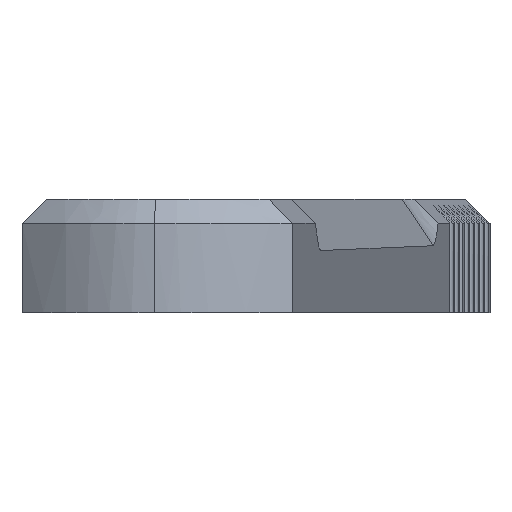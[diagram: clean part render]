
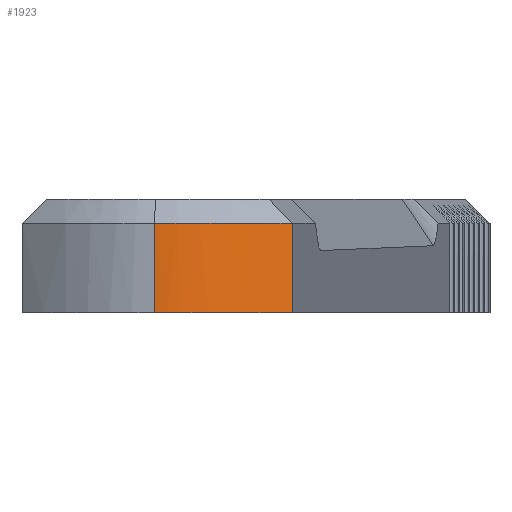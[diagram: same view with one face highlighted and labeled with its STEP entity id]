
A CAD part, left-side view. The second image highlights one B-rep face of the part: STEP entity #1923.
In plain terms, the highlighted free-form (B-spline) face has degree [5, 1] with [10, 2] control points.
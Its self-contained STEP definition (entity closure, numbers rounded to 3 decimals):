
#18=(
BOUNDED_CURVE()
B_SPLINE_CURVE(5,(#3790,#3791,#3792,#3793,#3794,#3795,#3796,#3797,#3798,
#3799),.UNSPECIFIED.,.F.,.F.)
B_SPLINE_CURVE_WITH_KNOTS((6,1,1,1,1,6),(0.,0.1,0.2,0.3,0.4,0.5),
 .UNSPECIFIED.)
CURVE()
GEOMETRIC_REPRESENTATION_ITEM()
RATIONAL_B_SPLINE_CURVE((1.,1.,1.,1.,1.,1.,1.,1.,1.,1.))
REPRESENTATION_ITEM('')
);
#26=(
BOUNDED_SURFACE()
B_SPLINE_SURFACE(5,1,((#3768,#3769),(#3770,#3771),(#3772,#3773),(#3774,
#3775),(#3776,#3777),(#3778,#3779),(#3780,#3781),(#3782,#3783),(#3784,#3785),
(#3786,#3787)),.UNSPECIFIED.,.F.,.F.,.F.)
B_SPLINE_SURFACE_WITH_KNOTS((6,1,1,1,1,6),(2,2),(-0.5,-0.4,-0.3,-0.2,-0.1,
0.),(0.,0.47),.UNSPECIFIED.)
GEOMETRIC_REPRESENTATION_ITEM()
RATIONAL_B_SPLINE_SURFACE(((1.,1.),(1.,1.),(1.,1.),(1.,1.),(1.,1.),(1.,
1.),(1.,1.),(1.,1.),(1.,1.),(1.,1.)))
REPRESENTATION_ITEM('')
SURFACE()
);
#67=B_SPLINE_CURVE_WITH_KNOTS('',3,(#3377,#3378,#3379,#3380),
 .UNSPECIFIED.,.F.,.F.,(4,4),(0.,0.),.UNSPECIFIED.);
#77=B_SPLINE_CURVE_WITH_KNOTS('',3,(#3726,#3727,#3728,#3729,#3730,#3731,
#3732,#3733),.UNSPECIFIED.,.F.,.F.,(4,1,3,4),(-0.5,-0.1,-0.09,
0.002),.UNSPECIFIED.);
#207=FACE_OUTER_BOUND('',#317,.T.);
#317=EDGE_LOOP('',(#1666,#1667,#1668,#1669,#1670));
#492=LINE('',#3117,#624);
#524=LINE('',#3789,#656);
#624=VECTOR('',#2533,10.);
#656=VECTOR('',#2679,10.);
#842=VERTEX_POINT('',#3114);
#843=VERTEX_POINT('',#3116);
#877=VERTEX_POINT('',#3363);
#895=VERTEX_POINT('',#3687);
#897=VERTEX_POINT('',#3788);
#1088=EDGE_CURVE('',#843,#842,#492,.T.);
#1141=EDGE_CURVE('',#877,#842,#67,.T.);
#1176=EDGE_CURVE('',#895,#877,#77,.T.);
#1180=EDGE_CURVE('',#897,#895,#524,.T.);
#1181=EDGE_CURVE('',#843,#897,#18,.T.);
#1666=ORIENTED_EDGE('',*,*,#1176,.F.);
#1667=ORIENTED_EDGE('',*,*,#1180,.F.);
#1668=ORIENTED_EDGE('',*,*,#1181,.F.);
#1669=ORIENTED_EDGE('',*,*,#1088,.T.);
#1670=ORIENTED_EDGE('',*,*,#1141,.F.);
#1923=ADVANCED_FACE('',(#207),#26,.T.);
#2533=DIRECTION('',(0.,0.,1.));
#2679=DIRECTION('',(0.,0.,1.));
#3114=CARTESIAN_POINT('',(-137.306,-11.998,3.7));
#3116=CARTESIAN_POINT('',(-137.306,-11.998,0.));
#3117=CARTESIAN_POINT('',(-137.306,-11.998,0.));
#3363=CARTESIAN_POINT('',(-137.307,-11.997,3.701));
#3377=CARTESIAN_POINT('Ctrl Pts',(-137.307,-11.997,3.701));
#3378=CARTESIAN_POINT('Ctrl Pts',(-137.306,-11.998,3.701));
#3379=CARTESIAN_POINT('Ctrl Pts',(-137.306,-11.998,3.7));
#3380=CARTESIAN_POINT('Ctrl Pts',(-137.306,-11.998,3.7));
#3687=CARTESIAN_POINT('',(-139.308,-6.267,3.7));
#3726=CARTESIAN_POINT('Ctrl Pts',(-139.308,-6.267,3.7));
#3727=CARTESIAN_POINT('Ctrl Pts',(-139.387,-7.763,3.7));
#3728=CARTESIAN_POINT('Ctrl Pts',(-138.908,-9.328,3.7));
#3729=CARTESIAN_POINT('Ctrl Pts',(-137.995,-10.916,3.7));
#3730=CARTESIAN_POINT('Ctrl Pts',(-137.972,-10.956,3.7));
#3731=CARTESIAN_POINT('Ctrl Pts',(-137.765,-11.312,3.7));
#3732=CARTESIAN_POINT('Ctrl Pts',(-137.542,-11.658,3.7));
#3733=CARTESIAN_POINT('Ctrl Pts',(-137.307,-11.997,3.701));
#3768=CARTESIAN_POINT('Ctrl Pts',(-139.308,-6.267,0.));
#3769=CARTESIAN_POINT('Ctrl Pts',(-139.308,-6.267,4.7));
#3770=CARTESIAN_POINT('Ctrl Pts',(-139.32,-6.491,0.));
#3771=CARTESIAN_POINT('Ctrl Pts',(-139.32,-6.491,4.7));
#3772=CARTESIAN_POINT('Ctrl Pts',(-139.324,-6.941,0.));
#3773=CARTESIAN_POINT('Ctrl Pts',(-139.324,-6.941,4.7));
#3774=CARTESIAN_POINT('Ctrl Pts',(-139.269,-7.619,0.));
#3775=CARTESIAN_POINT('Ctrl Pts',(-139.269,-7.619,4.7));
#3776=CARTESIAN_POINT('Ctrl Pts',(-139.079,-8.53,0.));
#3777=CARTESIAN_POINT('Ctrl Pts',(-139.079,-8.53,4.7));
#3778=CARTESIAN_POINT('Ctrl Pts',(-138.662,-9.677,0.));
#3779=CARTESIAN_POINT('Ctrl Pts',(-138.662,-9.677,4.7));
#3780=CARTESIAN_POINT('Ctrl Pts',(-138.197,-10.601,0.));
#3781=CARTESIAN_POINT('Ctrl Pts',(-138.197,-10.601,4.7));
#3782=CARTESIAN_POINT('Ctrl Pts',(-137.778,-11.299,0.));
#3783=CARTESIAN_POINT('Ctrl Pts',(-137.778,-11.299,4.7));
#3784=CARTESIAN_POINT('Ctrl Pts',(-137.468,-11.765,0.));
#3785=CARTESIAN_POINT('Ctrl Pts',(-137.468,-11.765,4.7));
#3786=CARTESIAN_POINT('Ctrl Pts',(-137.306,-11.998,0.));
#3787=CARTESIAN_POINT('Ctrl Pts',(-137.306,-11.998,4.7));
#3788=CARTESIAN_POINT('',(-139.308,-6.267,0.));
#3789=CARTESIAN_POINT('',(-139.308,-6.267,0.));
#3790=CARTESIAN_POINT('Ctrl Pts',(-137.306,-11.998,0.));
#3791=CARTESIAN_POINT('Ctrl Pts',(-137.468,-11.765,0.));
#3792=CARTESIAN_POINT('Ctrl Pts',(-137.778,-11.299,0.));
#3793=CARTESIAN_POINT('Ctrl Pts',(-138.197,-10.601,0.));
#3794=CARTESIAN_POINT('Ctrl Pts',(-138.662,-9.677,0.));
#3795=CARTESIAN_POINT('Ctrl Pts',(-139.079,-8.53,0.));
#3796=CARTESIAN_POINT('Ctrl Pts',(-139.269,-7.619,0.));
#3797=CARTESIAN_POINT('Ctrl Pts',(-139.324,-6.941,0.));
#3798=CARTESIAN_POINT('Ctrl Pts',(-139.32,-6.491,0.));
#3799=CARTESIAN_POINT('Ctrl Pts',(-139.308,-6.267,0.));
